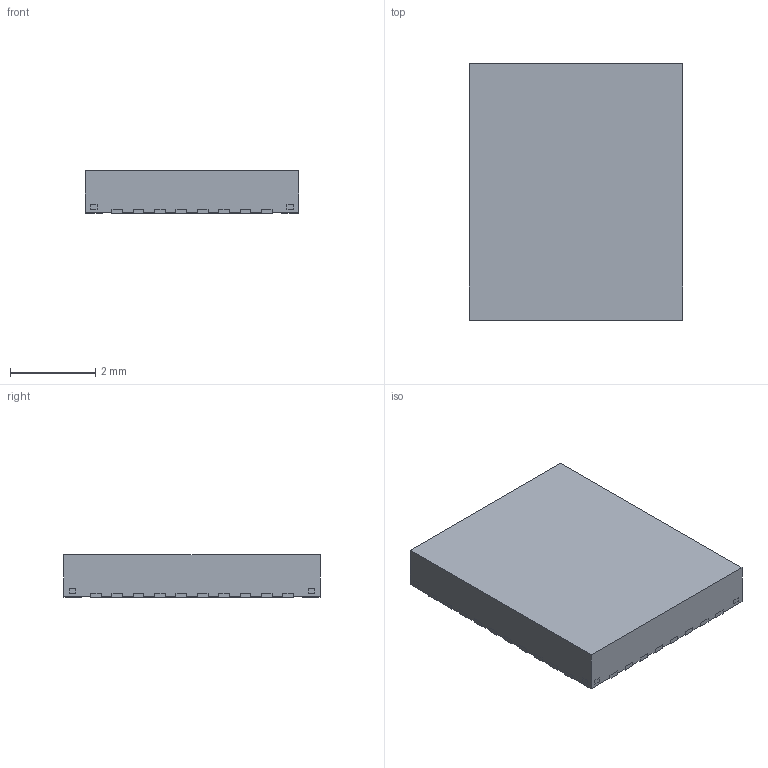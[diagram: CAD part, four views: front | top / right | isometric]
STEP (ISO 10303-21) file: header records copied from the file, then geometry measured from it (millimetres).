
FILE_DESCRIPTION((''),'2;1');
FILE_NAME('RRV0036A_ASM','2020-11-10T07:46:11',('a0412086'),(''),'CREO PARAMETRIC BY PTC INC, 2018500','CREO PARAMETRIC BY PTC INC, 2018500','');
FILE_SCHEMA(('CONFIG_CONTROL_DESIGN','SHAPE_APPEARANCE_LAYERS_GROUPS'));
Length unit declared in the file: millimetre
Products named in the file (3): FRAME; BODY; RRV0036A_ASM
Assembly tree (2 placements, depth 2):
  RRV0036A_ASM
    FRAME
    BODY
Bounding box: 5 x 6 x 1 mm (x, y, z)
Volume: 29.7 mm3; surface area: 131.8 mm2
Topology: 42 solids, 42 shells, 579 faces, 1482 edges, 988 vertices
Faces by surface type: plane 435, cylinder 144
Entity records: 22559 total; most frequent: CARTESIAN_POINT 3054, ORIENTED_EDGE 2964, DIRECTION 2938, PRESENTATION_STYLE_ASSIGNMENT 1569, STYLED_ITEM 1525, CURVE_STYLE 1482, EDGE_CURVE 1482, VECTOR 1194
